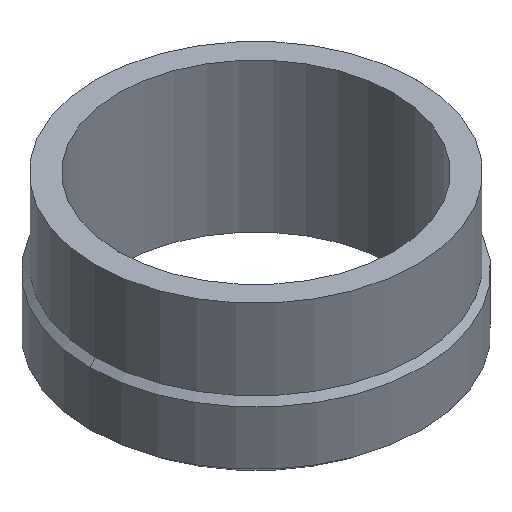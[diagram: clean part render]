
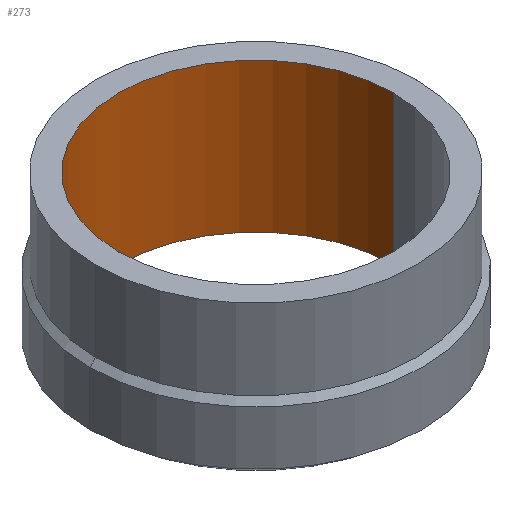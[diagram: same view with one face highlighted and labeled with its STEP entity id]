
A CAD part, isometric view. The second image highlights one B-rep face of the part: STEP entity #273.
In plain terms, the highlighted cylindrical face has radius 12 mm (diameter 24 mm), a partial arc.
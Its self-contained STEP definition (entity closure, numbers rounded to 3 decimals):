
#19 = CARTESIAN_POINT ( 'NONE',  ( -12., 0., 0. ) ) ;
#21 = AXIS2_PLACEMENT_3D ( 'NONE', #86, #203, #319 ) ;
#23 = CARTESIAN_POINT ( 'NONE',  ( 0., 0., 13. ) ) ;
#28 = VERTEX_POINT ( 'NONE', #358 ) ;
#31 = DIRECTION ( 'NONE',  ( 1., 0., 0. ) ) ;
#56 = CYLINDRICAL_SURFACE ( 'NONE', #171, 12. ) ;
#66 = EDGE_CURVE ( 'NONE', #90, #104, #97, .T. ) ;
#69 = CARTESIAN_POINT ( 'NONE',  ( 12., 0., 13. ) ) ;
#85 = VECTOR ( 'NONE', #329, 1000. ) ;
#86 = CARTESIAN_POINT ( 'NONE',  ( 0., 0., 0. ) ) ;
#88 = EDGE_LOOP ( 'NONE', ( #254, #237, #122, #161 ) ) ;
#89 = EDGE_CURVE ( 'NONE', #149, #28, #274, .T. ) ;
#90 = VERTEX_POINT ( 'NONE', #244 ) ;
#97 = LINE ( 'NONE', #213, #85 ) ;
#102 = CARTESIAN_POINT ( 'NONE',  ( -12., 0., 0. ) ) ;
#104 = VERTEX_POINT ( 'NONE', #69 ) ;
#117 = VECTOR ( 'NONE', #127, 1000. ) ;
#122 = ORIENTED_EDGE ( 'NONE', *, *, #66, .T. ) ;
#127 = DIRECTION ( 'NONE',  ( 0., 0., 1. ) ) ;
#129 = DIRECTION ( 'NONE',  ( 0., 0., 1. ) ) ;
#142 = CIRCLE ( 'NONE', #356, 12. ) ;
#149 = VERTEX_POINT ( 'NONE', #102 ) ;
#159 = CIRCLE ( 'NONE', #21, 12. ) ;
#161 = ORIENTED_EDGE ( 'NONE', *, *, #199, .T. ) ;
#166 = CARTESIAN_POINT ( 'NONE',  ( 0., 0., 0. ) ) ;
#171 = AXIS2_PLACEMENT_3D ( 'NONE', #166, #289, #31 ) ;
#199 = EDGE_CURVE ( 'NONE', #104, #28, #142, .T. ) ;
#203 = DIRECTION ( 'NONE',  ( 0., 0., -1. ) ) ;
#213 = CARTESIAN_POINT ( 'NONE',  ( 12., 0., 0. ) ) ;
#237 = ORIENTED_EDGE ( 'NONE', *, *, #334, .T. ) ;
#244 = CARTESIAN_POINT ( 'NONE',  ( 12., 0., 0. ) ) ;
#248 = DIRECTION ( 'NONE',  ( 1., 0., 0. ) ) ;
#254 = ORIENTED_EDGE ( 'NONE', *, *, #89, .F. ) ;
#273 = ADVANCED_FACE ( 'NONE', ( #315 ), #56, .F. ) ;
#274 = LINE ( 'NONE', #19, #117 ) ;
#289 = DIRECTION ( 'NONE',  ( 0., 0., 1. ) ) ;
#315 = FACE_OUTER_BOUND ( 'NONE', #88, .T. ) ;
#319 = DIRECTION ( 'NONE',  ( 1., 0., 0. ) ) ;
#329 = DIRECTION ( 'NONE',  ( 0., 0., 1. ) ) ;
#334 = EDGE_CURVE ( 'NONE', #149, #90, #159, .T. ) ;
#356 = AXIS2_PLACEMENT_3D ( 'NONE', #23, #129, #248 ) ;
#358 = CARTESIAN_POINT ( 'NONE',  ( -12., 0., 13. ) ) ;
